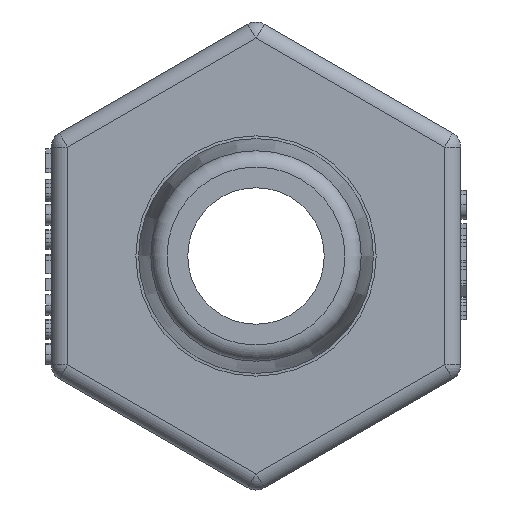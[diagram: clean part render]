
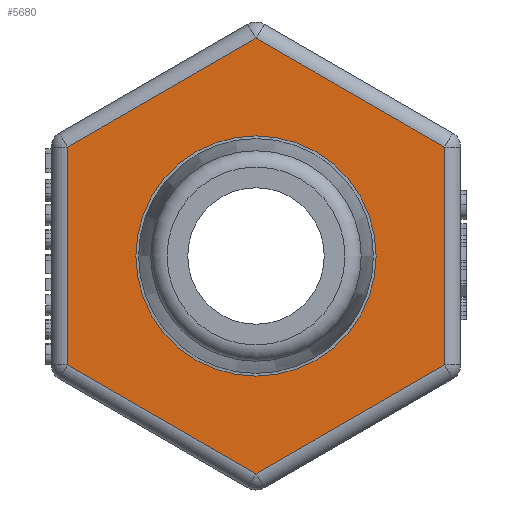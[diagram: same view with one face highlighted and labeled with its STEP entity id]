
A CAD part, left-side view. The second image highlights one B-rep face of the part: STEP entity #5680.
In plain terms, the highlighted planar face has unit normal (-1, 0, 0).
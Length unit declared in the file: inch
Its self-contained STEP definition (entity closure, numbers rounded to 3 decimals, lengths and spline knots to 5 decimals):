
#19=PLANE($,#6049);
#182=FACE_BOUND($,#745,.T.);
#183=FACE_BOUND($,#746,.T.);
#745=EDGE_LOOP($,(#4054));
#746=EDGE_LOOP($,(#4055,#4056,#4057,#4058,#4059,#4060));
#1098=LINE($,#8398,#1597);
#1100=LINE($,#8406,#1599);
#1102=LINE($,#8414,#1601);
#1104=LINE($,#8422,#1603);
#1106=LINE($,#8432,#1605);
#1108=LINE($,#8443,#1607);
#1597=VECTOR($,#6272,0.39837);
#1599=VECTOR($,#6280,0.39837);
#1601=VECTOR($,#6288,0.39837);
#1603=VECTOR($,#6296,0.39837);
#1605=VECTOR($,#6308,0.39837);
#1607=VECTOR($,#6324,0.39837);
#2120=CIRCLE($,#6050,0.22);
#2475=VERTEX_POINT($,#8395);
#2476=VERTEX_POINT($,#8397);
#2479=VERTEX_POINT($,#8405);
#2482=VERTEX_POINT($,#8413);
#2485=VERTEX_POINT($,#8421);
#2488=VERTEX_POINT($,#8431);
#2565=VERTEX_POINT($,#8693);
#3049=EDGE_CURVE($,#2475,#2476,#1098,.T.);
#3053=EDGE_CURVE($,#2476,#2479,#1100,.T.);
#3057=EDGE_CURVE($,#2479,#2482,#1102,.T.);
#3061=EDGE_CURVE($,#2482,#2485,#1104,.T.);
#3066=EDGE_CURVE($,#2485,#2488,#1106,.T.);
#3072=EDGE_CURVE($,#2488,#2475,#1108,.T.);
#3157=EDGE_CURVE($,#2565,#2565,#2120,.T.);
#4054=ORIENTED_EDGE($,*,*,#3157,.F.);
#4055=ORIENTED_EDGE($,*,*,#3049,.F.);
#4056=ORIENTED_EDGE($,*,*,#3072,.F.);
#4057=ORIENTED_EDGE($,*,*,#3066,.F.);
#4058=ORIENTED_EDGE($,*,*,#3061,.F.);
#4059=ORIENTED_EDGE($,*,*,#3057,.F.);
#4060=ORIENTED_EDGE($,*,*,#3053,.F.);
#5680=ADVANCED_FACE($,(#182,#183),#19,.T.);
#6049=AXIS2_PLACEMENT_3D($,#8692,#6407,#6408);
#6050=AXIS2_PLACEMENT_3D($,#8694,#6409,#6410);
#6272=DIRECTION($,(0.,0.866,0.5));
#6280=DIRECTION($,(0.,0.,1.));
#6288=DIRECTION($,(0.,-0.866,0.5));
#6296=DIRECTION($,(0.,-0.866,-0.5));
#6308=DIRECTION($,(0.,0.,-1.));
#6324=DIRECTION($,(0.,0.866,-0.5));
#6407=DIRECTION('center_axis',(-1.,0.,0.));
#6408=DIRECTION('ref_axis',(0.,0.,1.));
#6409=DIRECTION('center_axis',(-1.,0.,0.));
#6410=DIRECTION('ref_axis',(0.,-1.,0.));
#8395=CARTESIAN_POINT('',(1.1245,0.,-0.39837));
#8397=CARTESIAN_POINT('',(1.1245,0.345,-0.19919));
#8398=CARTESIAN_POINT($,(1.1245,0.3525,-0.19486));
#8405=CARTESIAN_POINT('',(1.1245,0.345,0.19919));
#8406=CARTESIAN_POINT($,(1.1245,0.345,0.10825));
#8413=CARTESIAN_POINT('',(1.1245,0.,0.39837));
#8414=CARTESIAN_POINT($,(1.1245,0.165,0.30311));
#8421=CARTESIAN_POINT('',(1.1245,-0.345,0.19919));
#8422=CARTESIAN_POINT($,(1.1245,-0.18,0.29445));
#8431=CARTESIAN_POINT('',(1.1245,-0.345,-0.19919));
#8432=CARTESIAN_POINT($,(1.1245,-0.345,-0.10825));
#8443=CARTESIAN_POINT($,(1.1245,0.0075,-0.4027));
#8692=CARTESIAN_POINT('Origin',(1.1245,0.23,0.));
#8693=CARTESIAN_POINT('',(1.1245,0.22,0.));
#8694=CARTESIAN_POINT('Origin',(1.1245,0.,0.));
